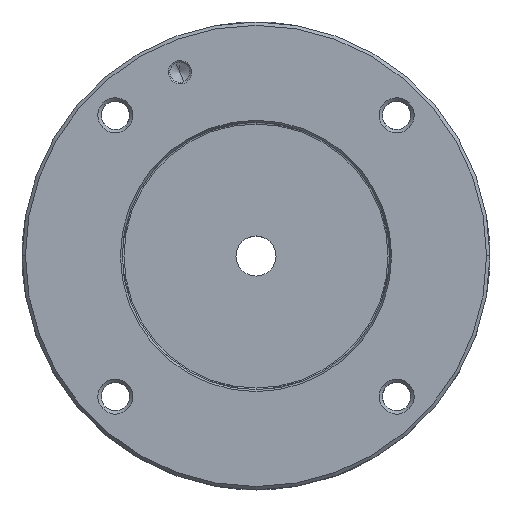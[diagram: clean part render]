
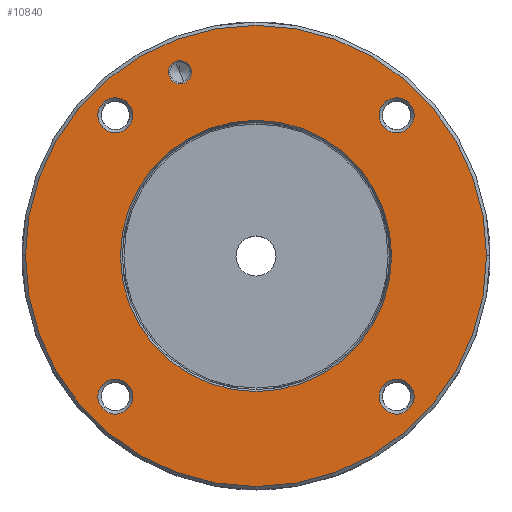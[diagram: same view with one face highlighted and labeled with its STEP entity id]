
A CAD part, top view. The second image highlights one B-rep face of the part: STEP entity #10840.
In plain terms, the highlighted planar face has unit normal (0, 0, 1).
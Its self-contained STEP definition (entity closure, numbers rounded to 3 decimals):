
#6790=CARTESIAN_POINT('',(0.,0.,
75.));
#6791=DIRECTION('',(0.,0.,1.));
#6792=DIRECTION('',(-1.,0.,0.));
#6793=AXIS2_PLACEMENT_3D('',#6790,#6791,#6792);
#6798=CARTESIAN_POINT('',(0.,0.,
75.));
#6799=DIRECTION('',(0.,0.,1.));
#6800=DIRECTION('',(1.,0.,0.));
#6801=AXIS2_PLACEMENT_3D('',#6798,#6799,#6800);
#6806=CARTESIAN_POINT('',(-22.77,54.971,75.));
#6807=DIRECTION('',(0.,0.,-1.));
#6808=DIRECTION('',(0.383,-0.924,0.));
#6809=AXIS2_PLACEMENT_3D('',#6806,#6807,#6808);
#6814=CARTESIAN_POINT('',(-22.77,54.971,75.));
#6815=DIRECTION('',(0.,0.,-1.));
#6816=DIRECTION('',(-0.383,0.924,0.));
#6817=AXIS2_PLACEMENT_3D('',#6814,#6815,#6816);
#6822=CARTESIAN_POINT('',(-42.073,-42.073,75.));
#6823=DIRECTION('',(0.,0.,-1.));
#6824=DIRECTION('',(-0.707,-0.707,0.));
#6825=AXIS2_PLACEMENT_3D('',#6822,#6823,#6824);
#6830=CARTESIAN_POINT('',(-42.073,-42.073,75.));
#6831=DIRECTION('',(0.,0.,-1.));
#6832=DIRECTION('',(0.707,0.707,0.));
#6833=AXIS2_PLACEMENT_3D('',#6830,#6831,#6832);
#6838=CARTESIAN_POINT('',(-42.073,42.073,75.));
#6839=DIRECTION('',(0.,0.,-1.));
#6840=DIRECTION('',(-0.707,0.707,0.));
#6841=AXIS2_PLACEMENT_3D('',#6838,#6839,#6840);
#6846=CARTESIAN_POINT('',(-42.073,42.073,75.));
#6847=DIRECTION('',(0.,0.,-1.));
#6848=DIRECTION('',(0.707,-0.707,0.));
#6849=AXIS2_PLACEMENT_3D('',#6846,#6847,#6848);
#6854=CARTESIAN_POINT('',(42.073,42.073,75.));
#6855=DIRECTION('',(0.,0.,-1.));
#6856=DIRECTION('',(0.707,0.707,0.));
#6857=AXIS2_PLACEMENT_3D('',#6854,#6855,#6856);
#6862=CARTESIAN_POINT('',(42.073,42.073,75.));
#6863=DIRECTION('',(0.,0.,-1.));
#6864=DIRECTION('',(-0.707,-0.707,0.));
#6865=AXIS2_PLACEMENT_3D('',#6862,#6863,#6864);
#6870=CARTESIAN_POINT('',(42.073,-42.073,75.));
#6871=DIRECTION('',(0.,0.,-1.));
#6872=DIRECTION('',(0.707,-0.707,0.));
#6873=AXIS2_PLACEMENT_3D('',#6870,#6871,#6872);
#6878=CARTESIAN_POINT('',(42.073,-42.073,75.));
#6879=DIRECTION('',(0.,0.,-1.));
#6880=DIRECTION('',(-0.707,0.707,0.));
#6881=AXIS2_PLACEMENT_3D('',#6878,#6879,#6880);
#6900=CARTESIAN_POINT('',(0.,0.,75.));
#6901=DIRECTION('',(0.,0.,-1.));
#6902=DIRECTION('',(0.,-1.,0.));
#6903=AXIS2_PLACEMENT_3D('',#6900,#6901,#6902);
#6916=CARTESIAN_POINT('',(0.,0.,75.));
#6917=DIRECTION('',(0.,0.,-1.));
#6918=DIRECTION('',(0.,1.,0.));
#6919=AXIS2_PLACEMENT_3D('',#6916,#6917,#6918);
#7628=CARTESIAN_POINT('',(-69.,0.,
75.));
#7629=CARTESIAN_POINT('',(69.,0.,
75.));
#7630=VERTEX_POINT('',#7628);
#7631=VERTEX_POINT('',#7629);
#7666=CARTESIAN_POINT('',(-21.43,51.737,75.));
#7667=VERTEX_POINT('',#7666);
#7668=CARTESIAN_POINT('',(-24.109,58.204,75.));
#7669=VERTEX_POINT('',#7668);
#7674=CARTESIAN_POINT('',(-45.785,-45.785,75.));
#7676=VERTEX_POINT('',#7674);
#7678=CARTESIAN_POINT('',(-38.361,-38.361,75.));
#7680=VERTEX_POINT('',#7678);
#7686=CARTESIAN_POINT('',(-45.785,45.785,75.));
#7687=VERTEX_POINT('',#7686);
#7688=CARTESIAN_POINT('',(-38.361,38.361,75.));
#7689=VERTEX_POINT('',#7688);
#7694=CARTESIAN_POINT('',(45.785,45.785,75.));
#7695=VERTEX_POINT('',#7694);
#7696=CARTESIAN_POINT('',(38.361,38.361,75.));
#7697=VERTEX_POINT('',#7696);
#7702=CARTESIAN_POINT('',(45.785,-45.785,75.));
#7703=VERTEX_POINT('',#7702);
#7704=CARTESIAN_POINT('',(38.361,-38.361,75.));
#7705=VERTEX_POINT('',#7704);
#7774=CARTESIAN_POINT('',(0.,-40.577,75.));
#7775=CARTESIAN_POINT('',(0.,40.577,75.));
#7776=VERTEX_POINT('',#7774);
#7777=VERTEX_POINT('',#7775);
#10795=CARTESIAN_POINT('',(0.,0.,75.));
#10796=DIRECTION('',(0.,0.,-1.));
#10797=DIRECTION('',(1.,0.,0.));
#10798=AXIS2_PLACEMENT_3D('',#10795,#10796,#10797);
#10799=PLANE('',#10798);
#10801=ORIENTED_EDGE('',*,*,#10800,.F.);
#10803=ORIENTED_EDGE('',*,*,#10802,.F.);
#10804=EDGE_LOOP('',(#10801,#10803));
#10805=FACE_OUTER_BOUND('',#10804,.F.);
#10807=ORIENTED_EDGE('',*,*,#10806,.F.);
#10809=ORIENTED_EDGE('',*,*,#10808,.F.);
#10810=EDGE_LOOP('',(#10807,#10809));
#10811=FACE_BOUND('',#10810,.F.);
#10813=ORIENTED_EDGE('',*,*,#10812,.F.);
#10815=ORIENTED_EDGE('',*,*,#10814,.F.);
#10816=EDGE_LOOP('',(#10813,#10815));
#10817=FACE_BOUND('',#10816,.F.);
#10818=ORIENTED_EDGE('',*,*,#10788,.F.);
#10819=ORIENTED_EDGE('',*,*,#10777,.F.);
#10820=EDGE_LOOP('',(#10818,#10819));
#10821=FACE_BOUND('',#10820,.F.);
#10823=ORIENTED_EDGE('',*,*,#10822,.F.);
#10825=ORIENTED_EDGE('',*,*,#10824,.F.);
#10826=EDGE_LOOP('',(#10823,#10825));
#10827=FACE_BOUND('',#10826,.F.);
#10829=ORIENTED_EDGE('',*,*,#10828,.F.);
#10831=ORIENTED_EDGE('',*,*,#10830,.F.);
#10832=EDGE_LOOP('',(#10829,#10831));
#10833=FACE_BOUND('',#10832,.F.);
#10835=ORIENTED_EDGE('',*,*,#10834,.F.);
#10837=ORIENTED_EDGE('',*,*,#10836,.F.);
#10838=EDGE_LOOP('',(#10835,#10837));
#10839=FACE_BOUND('',#10838,.F.);
#6794=CIRCLE('',#6793,69.);
#6802=CIRCLE('',#6801,69.);
#6810=CIRCLE('',#6809,3.5);
#6818=CIRCLE('',#6817,3.5);
#6826=CIRCLE('',#6825,5.25);
#6834=CIRCLE('',#6833,5.25);
#6842=CIRCLE('',#6841,5.25);
#6850=CIRCLE('',#6849,5.25);
#6858=CIRCLE('',#6857,5.25);
#6866=CIRCLE('',#6865,5.25);
#6874=CIRCLE('',#6873,5.25);
#6882=CIRCLE('',#6881,5.25);
#6904=CIRCLE('',#6903,40.577);
#6920=CIRCLE('',#6919,40.577);
#10777=EDGE_CURVE('',#7680,#7676,#6834,.T.);
#10788=EDGE_CURVE('',#7676,#7680,#6826,.T.);
#10800=EDGE_CURVE('',#7630,#7631,#6794,.T.);
#10802=EDGE_CURVE('',#7631,#7630,#6802,.T.);
#10806=EDGE_CURVE('',#7776,#7777,#6904,.T.);
#10808=EDGE_CURVE('',#7777,#7776,#6920,.T.);
#10812=EDGE_CURVE('',#7667,#7669,#6810,.T.);
#10814=EDGE_CURVE('',#7669,#7667,#6818,.T.);
#10822=EDGE_CURVE('',#7687,#7689,#6842,.T.);
#10824=EDGE_CURVE('',#7689,#7687,#6850,.T.);
#10828=EDGE_CURVE('',#7695,#7697,#6858,.T.);
#10830=EDGE_CURVE('',#7697,#7695,#6866,.T.);
#10834=EDGE_CURVE('',#7703,#7705,#6874,.T.);
#10836=EDGE_CURVE('',#7705,#7703,#6882,.T.);
#10840=ADVANCED_FACE('',(#10805,#10811,#10817,#10821,#10827,#10833,#10839),
#10799,.F.);
